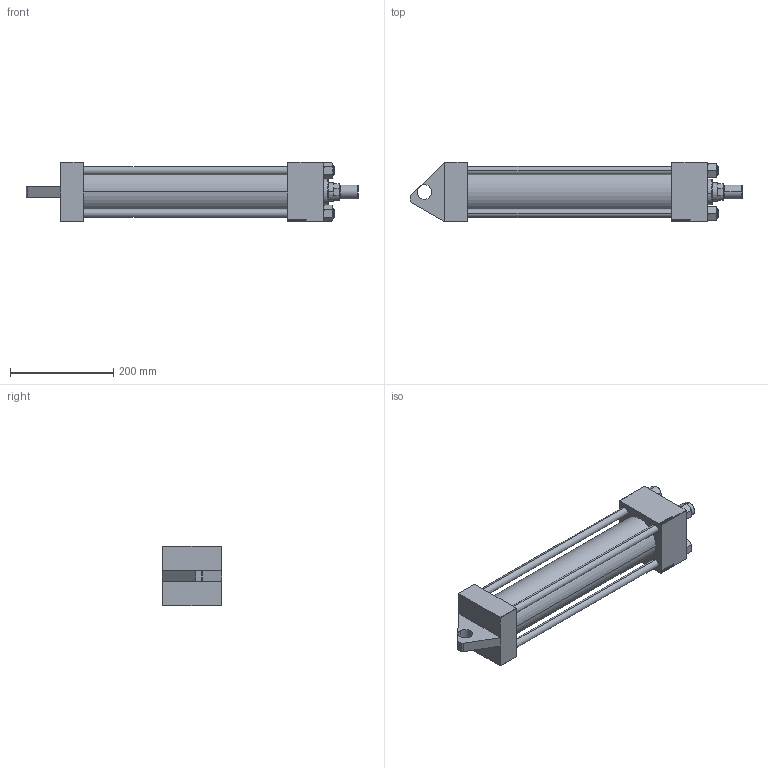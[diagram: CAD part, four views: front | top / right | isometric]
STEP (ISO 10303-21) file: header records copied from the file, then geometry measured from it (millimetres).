
FILE_DESCRIPTION (( 'STEP AP203' ), '1' );
FILE_NAME ('9e40.STEP', '2022-04-15T02:39:21', ( '' ), ( '' ), 'SwSTEP 2.0', 'SolidWorks 2019', '' );
FILE_SCHEMA (( 'CONFIG_CONTROL_DESIGN' ));
Length unit declared in the file: millimetre
Products named in the file (7): V215CR_I_Body 54f9d0b0c7847b68db588171ffe8da2c; 9e40; ROD_END_AH 54f9d0b0c7847b68db588171ffe8da2c; V215_VC_A 54f9d0b0c7847b68db588171ffe8da2c; V215CR_TYCINKA_I 54f9d0b0c7847b68db588171ffe8da2c; V215CR_VCP_I 54f9d0b0c7847b68db588171ffe8da2c; NUT_M5_I 54f9d0b0c7847b68db588171ffe8da2c
Assembly tree (12 placements, depth 2):
  9e40
    V215CR_I_Body 54f9d0b0c7847b68db588171ffe8da2c
    V215CR_VCP_I 54f9d0b0c7847b68db588171ffe8da2c
    V215CR_TYCINKA_I 54f9d0b0c7847b68db588171ffe8da2c  x4
    NUT_M5_I 54f9d0b0c7847b68db588171ffe8da2c  x4
    V215_VC_A 54f9d0b0c7847b68db588171ffe8da2c
    ROD_END_AH 54f9d0b0c7847b68db588171ffe8da2c
Bounding box: 643 x 115 x 115 mm (x, y, z)
Volume: 2764206.4 mm3; surface area: 563157.7 mm2
Topology: 12 solids, 12 shells, 1148 faces, 2909 edges, 1887 vertices
Faces by surface type: plane 553, bspline 360, cone 136, cylinder 89, torus 10
Entity records: 47138 total; most frequent: CARTESIAN_POINT 24502, ORIENTED_EDGE 5074, DIRECTION 3297, EDGE_CURVE 2537, VERTEX_POINT 1665, LINE 1553, VECTOR 1553, EDGE_LOOP 1112
